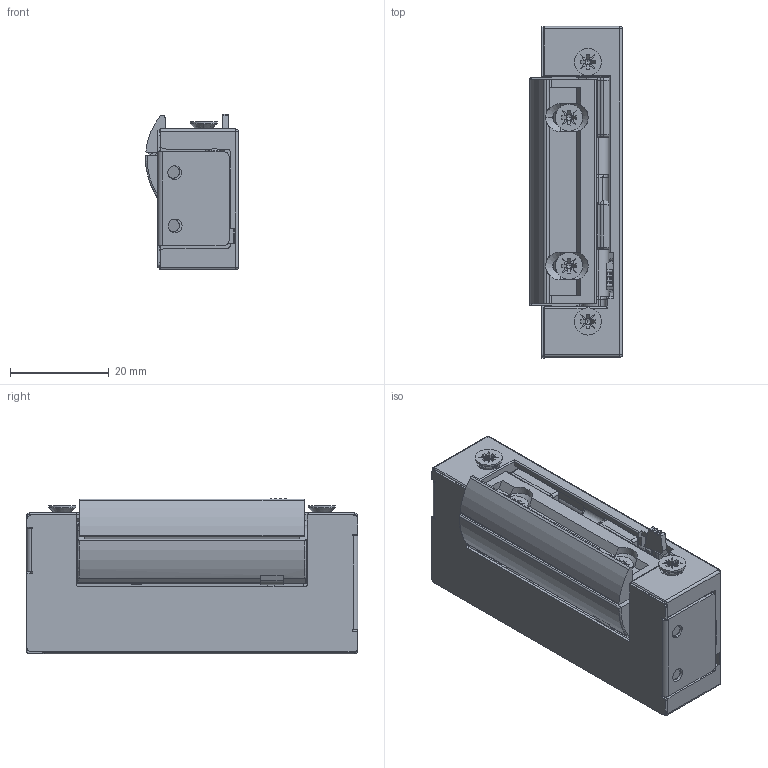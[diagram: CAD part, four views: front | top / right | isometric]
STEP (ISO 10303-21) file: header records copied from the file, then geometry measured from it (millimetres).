
FILE_DESCRIPTION (( 'STEP AP214' ), '1' );
FILE_NAME ('SEE1.STEP', '2022-04-21T07:36:21', ( '' ), ( '' ), 'SwSTEP 2.0', 'SolidWorks 2020', '' );
FILE_SCHEMA (( 'AUTOMOTIVE_DESIGN' ));
Length unit declared in the file: millimetre
Products named in the file (11): Borne 1400; 07218-E Dorsal pestillo; 07217 Caja CE 1400 RF; 07314 Frontal pestillo CE 1400 RF Ciego 04-09-19; SEE1; pan head cross recess screw_din_ISO 7045 - M2.5 x 3 - Z --- 3N; 07222 Palanca trinquete CE 1400; 97275 Tapa CE 1400 RF; 97114-H Eje pestillo CE67-1400-Radial 02-02-18; 07166-B Conector CE 1400 02-02-18_RFT AF; countersunk flat head cross recess screw_din2_ISO 7046-1 - M3 x 5 - Z --- 5N
Assembly tree (15 placements, depth 2):
  SEE1
    97114-H Eje pestillo CE67-1400-Radial 02-02-18
    07218-E Dorsal pestillo
    07166-B Conector CE 1400 02-02-18_RFT AF
    Borne 1400  x2
    countersunk flat head cross recess screw_din2_ISO 7046-1 - M3 x 5 - Z --- 5N  x4
    pan head cross recess screw_din_ISO 7045 - M2.5 x 3 - Z --- 3N  x2
    07222 Palanca trinquete CE 1400
    07314 Frontal pestillo CE 1400 RF Ciego 04-09-19
    97275 Tapa CE 1400 RF
    07217 Caja CE 1400 RF
Bounding box: 18.79 x 67.15 x 31.5 mm (x, y, z)
Volume: 17244.7 mm3; surface area: 20618.2 mm2
Topology: 15 solids, 15 shells, 1309 faces, 3481 edges, 2207 vertices
Faces by surface type: plane 729, cylinder 383, bspline 99, cone 98
Entity records: 37539 total; most frequent: CARTESIAN_POINT 10648, ORIENTED_EDGE 5800, DIRECTION 5222, EDGE_CURVE 2900, VERTEX_POINT 1863, LINE 1804, VECTOR 1804, AXIS2_PLACEMENT_3D 1709
